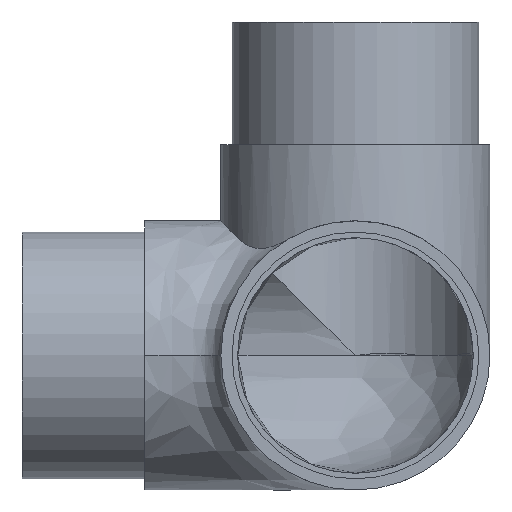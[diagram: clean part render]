
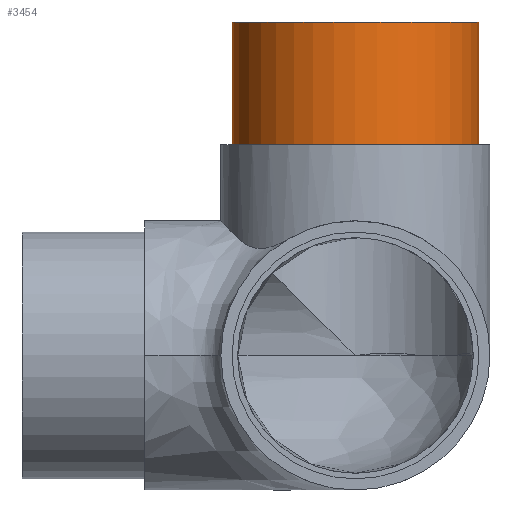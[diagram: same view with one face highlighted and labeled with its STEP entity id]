
A CAD part, front view. The second image highlights one B-rep face of the part: STEP entity #3454.
In plain terms, the highlighted cylindrical face has radius 22.15 mm (diameter 44.3 mm), a partial arc.
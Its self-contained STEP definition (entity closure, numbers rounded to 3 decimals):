
#166 = CYLINDRICAL_SURFACE ( 'NONE', #2069, 22.15 ) ;
#407 = AXIS2_PLACEMENT_3D ( 'NONE', #1538, #8922, #2393 ) ;
#482 = ORIENTED_EDGE ( 'NONE', *, *, #3594, .T. ) ;
#528 = ORIENTED_EDGE ( 'NONE', *, *, #5697, .T. ) ;
#579 = CARTESIAN_POINT ( 'NONE',  ( 22.15, 37.85, 59.85 ) ) ;
#912 = DIRECTION ( 'NONE',  ( 0., 0., -1. ) ) ;
#1013 = CARTESIAN_POINT ( 'NONE',  ( -22.15, 37.85, 37.85 ) ) ;
#1240 = AXIS2_PLACEMENT_3D ( 'NONE', #1398, #5855, #5036 ) ;
#1398 = CARTESIAN_POINT ( 'NONE',  ( 0., 37.85, 59.85 ) ) ;
#1538 = CARTESIAN_POINT ( 'NONE',  ( 0., 37.85, 37.85 ) ) ;
#2069 = AXIS2_PLACEMENT_3D ( 'NONE', #5129, #912, #3092 ) ;
#2100 = LINE ( 'NONE', #7898, #5927 ) ;
#2393 = DIRECTION ( 'NONE',  ( 1., 0., 0. ) ) ;
#2698 = VERTEX_POINT ( 'NONE', #579 ) ;
#2955 = LINE ( 'NONE', #5725, #6094 ) ;
#3092 = DIRECTION ( 'NONE',  ( -1., 0., 0. ) ) ;
#3454 = ADVANCED_FACE ( 'NONE', ( #6658 ), #166, .T. ) ;
#3594 = EDGE_CURVE ( 'NONE', #6638, #8087, #6617, .T. ) ;
#3811 = CIRCLE ( 'NONE', #1240, 22.15 ) ;
#3840 = ORIENTED_EDGE ( 'NONE', *, *, #8380, .F. ) ;
#4943 = DIRECTION ( 'NONE',  ( 0., 0., -1. ) ) ;
#4964 = ORIENTED_EDGE ( 'NONE', *, *, #5699, .F. ) ;
#5036 = DIRECTION ( 'NONE',  ( 1., 0., 0. ) ) ;
#5129 = CARTESIAN_POINT ( 'NONE',  ( 0., 37.85, 59.85 ) ) ;
#5332 = CARTESIAN_POINT ( 'NONE',  ( -22.15, 37.85, 59.85 ) ) ;
#5697 = EDGE_CURVE ( 'NONE', #6125, #6638, #2955, .T. ) ;
#5699 = EDGE_CURVE ( 'NONE', #6125, #2698, #3811, .T. ) ;
#5715 = CARTESIAN_POINT ( 'NONE',  ( 22.15, 37.85, 37.85 ) ) ;
#5725 = CARTESIAN_POINT ( 'NONE',  ( -22.15, 37.85, 59.85 ) ) ;
#5855 = DIRECTION ( 'NONE',  ( 0., 0., 1. ) ) ;
#5927 = VECTOR ( 'NONE', #7186, 1000. ) ;
#6094 = VECTOR ( 'NONE', #4943, 1000. ) ;
#6125 = VERTEX_POINT ( 'NONE', #5332 ) ;
#6617 = CIRCLE ( 'NONE', #407, 22.15 ) ;
#6638 = VERTEX_POINT ( 'NONE', #1013 ) ;
#6658 = FACE_OUTER_BOUND ( 'NONE', #7424, .T. ) ;
#7186 = DIRECTION ( 'NONE',  ( 0., 0., -1. ) ) ;
#7424 = EDGE_LOOP ( 'NONE', ( #3840, #4964, #528, #482 ) ) ;
#7898 = CARTESIAN_POINT ( 'NONE',  ( 22.15, 37.85, 59.85 ) ) ;
#8087 = VERTEX_POINT ( 'NONE', #5715 ) ;
#8380 = EDGE_CURVE ( 'NONE', #2698, #8087, #2100, .T. ) ;
#8922 = DIRECTION ( 'NONE',  ( 0., 0., 1. ) ) ;
